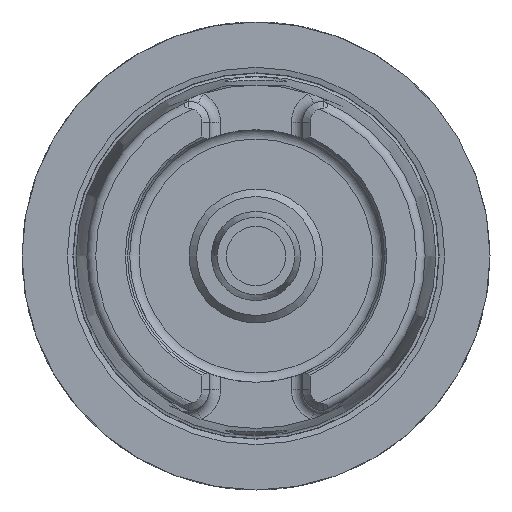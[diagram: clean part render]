
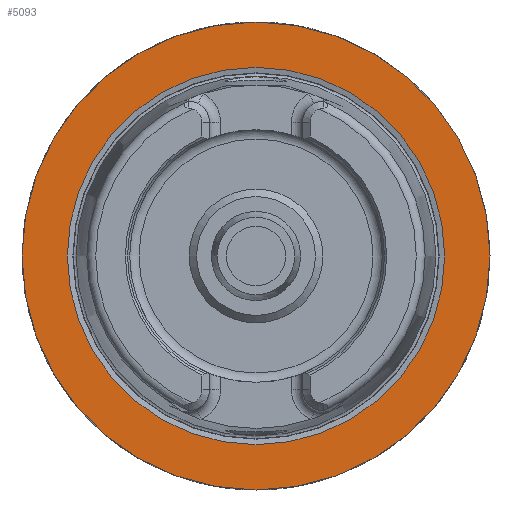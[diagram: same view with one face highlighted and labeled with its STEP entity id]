
A CAD part, left-side view. The second image highlights one B-rep face of the part: STEP entity #5093.
In plain terms, the highlighted planar face has unit normal (-1, 0, 0).
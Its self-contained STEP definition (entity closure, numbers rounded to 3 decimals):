
#4284=CARTESIAN_POINT('',(0.0,31.5,0.0));
#4285=VERTEX_POINT('',#4284);
#4286=CARTESIAN_POINT('',(0.0,0.0,0.0));
#4287=DIRECTION('',(1.0,0.0,0.0));
#4288=DIRECTION('',(0.0,1.0,0.0));
#4289=AXIS2_PLACEMENT_3D('',#4286,#4287,#4288);
#4290=CIRCLE('',#4289,31.5);
#4291=EDGE_CURVE('',#4285,#4285,#4290,.T.);
#5067=CARTESIAN_POINT('',(0.0,25.4,0.0));
#5068=VERTEX_POINT('',#5067);
#5069=CARTESIAN_POINT('',(0.0,0.0,0.0));
#5070=DIRECTION('',(1.0,0.0,0.0));
#5071=DIRECTION('',(0.0,1.0,0.0));
#5072=AXIS2_PLACEMENT_3D('',#5069,#5070,#5071);
#5073=CIRCLE('',#5072,25.4);
#5074=EDGE_CURVE('',#5068,#5068,#5073,.T.);
#5082=CARTESIAN_POINT('',(0.0,28.45,0.0));
#5083=DIRECTION('',(-1.0,0.0,0.0));
#5084=DIRECTION('',(0.0,0.0,1.0));
#5085=AXIS2_PLACEMENT_3D('',#5082,#5083,#5084);
#5086=PLANE('',#5085);
#5087=ORIENTED_EDGE('',*,*,#4291,.F.);
#5088=EDGE_LOOP('',(#5087));
#5089=FACE_OUTER_BOUND('',#5088,.T.);
#5090=ORIENTED_EDGE('',*,*,#5074,.T.);
#5091=EDGE_LOOP('',(#5090));
#5092=FACE_BOUND('',#5091,.T.);
#5093=ADVANCED_FACE('',(#5089,#5092),#5086,.T.);
